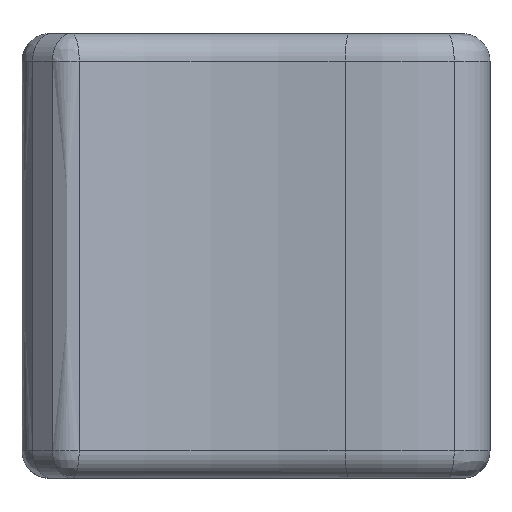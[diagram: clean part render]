
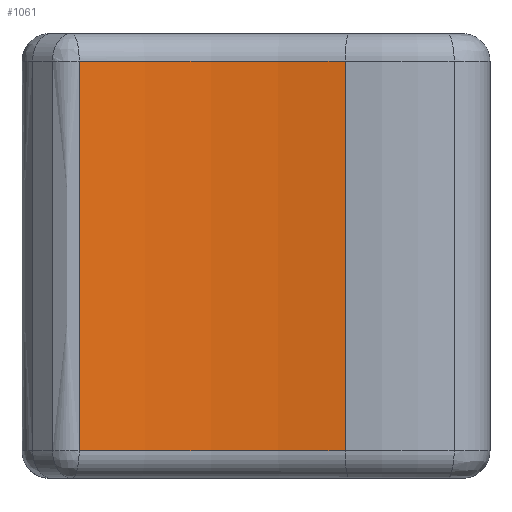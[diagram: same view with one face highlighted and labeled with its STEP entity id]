
A CAD part, top view. The second image highlights one B-rep face of the part: STEP entity #1061.
In plain terms, the highlighted cylindrical face has radius 23.196 mm (diameter 46.393 mm), a partial arc.
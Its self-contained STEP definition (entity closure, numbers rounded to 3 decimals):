
#38=B_SPLINE_CURVE_WITH_KNOTS('',3,(#1988,#1989,#1990,#1991),
 .UNSPECIFIED.,.F.,.F.,(4,4),(-1.111,0.304),.UNSPECIFIED.);
#59=CIRCLE('',#1123,23.196);
#68=CIRCLE('',#1143,23.196);
#88=CYLINDRICAL_SURFACE('',#1161,23.196);
#137=FACE_OUTER_BOUND('',#201,.T.);
#201=EDGE_LOOP('',(#907,#908,#909,#910));
#306=LINE('',#1986,#414);
#414=VECTOR('',#1409,10.);
#477=VERTEX_POINT('',#1599);
#480=VERTEX_POINT('',#1640);
#503=VERTEX_POINT('',#1807);
#504=VERTEX_POINT('',#1845);
#597=EDGE_CURVE('',#480,#477,#59,.T.);
#630=EDGE_CURVE('',#503,#504,#68,.T.);
#653=EDGE_CURVE('',#504,#480,#306,.T.);
#654=EDGE_CURVE('',#477,#503,#38,.T.);
#907=ORIENTED_EDGE('',*,*,#597,.F.);
#908=ORIENTED_EDGE('',*,*,#653,.F.);
#909=ORIENTED_EDGE('',*,*,#630,.F.);
#910=ORIENTED_EDGE('',*,*,#654,.F.);
#1061=ADVANCED_FACE('',(#137),#88,.F.);
#1123=AXIS2_PLACEMENT_3D('',#1642,#1311,#1312);
#1143=AXIS2_PLACEMENT_3D('',#1846,#1366,#1367);
#1161=AXIS2_PLACEMENT_3D('',#1987,#1410,#1411);
#1311=DIRECTION('center_axis',(0.,1.,0.));
#1312=DIRECTION('ref_axis',(-0.07,0.,-0.998));
#1366=DIRECTION('center_axis',(0.,-1.,0.));
#1367=DIRECTION('ref_axis',(-0.07,0.,-0.998));
#1409=DIRECTION('',(0.,-1.,0.));
#1410=DIRECTION('center_axis',(0.,1.,0.));
#1411=DIRECTION('ref_axis',(1.,0.,0.));
#1599=CARTESIAN_POINT('',(-6.424,-7.075,3.857));
#1640=CARTESIAN_POINT('',(3.241,-7.075,3.178));
#1642=CARTESIAN_POINT('Origin',(0.,-7.075,26.146));
#1807=CARTESIAN_POINT('',(-6.424,7.075,3.857));
#1845=CARTESIAN_POINT('',(3.241,7.075,3.178));
#1846=CARTESIAN_POINT('Origin',(0.,7.075,26.146));
#1986=CARTESIAN_POINT('',(3.241,-4.038,3.178));
#1987=CARTESIAN_POINT('Origin',(0.,-8.075,26.146));
#1988=CARTESIAN_POINT('Ctrl Pts',(-6.424,-7.075,3.857));
#1989=CARTESIAN_POINT('Ctrl Pts',(-6.424,-2.358,3.857));
#1990=CARTESIAN_POINT('Ctrl Pts',(-6.424,2.358,3.857));
#1991=CARTESIAN_POINT('Ctrl Pts',(-6.424,7.075,3.857));
